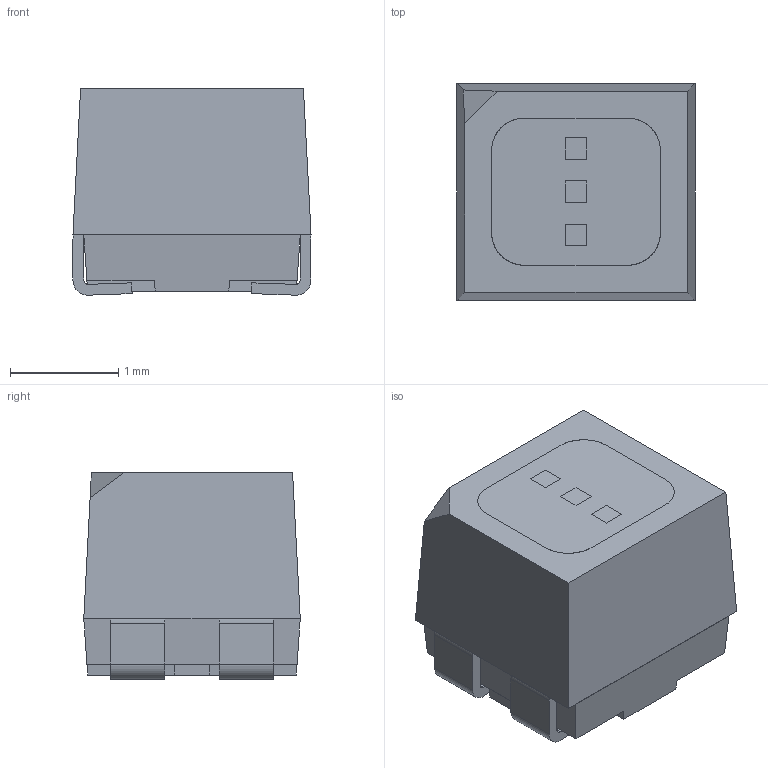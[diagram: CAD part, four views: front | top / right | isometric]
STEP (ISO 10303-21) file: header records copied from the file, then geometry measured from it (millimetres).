
FILE_DESCRIPTION(('CoCreate Modeling STEP Export'),'2;1');
FILE_NAME('PLCC-4 Tricolor (ASMB-KTF0-0A306).stp','2018-03-30T10:41:10',(''),(''),'CoCreate Modeling STEP processor for AP214 (Solid Model)','CoCreate Modeling 17.0B 09-Oct-2010 (C) Parametric Technology GmbH','');
FILE_SCHEMA(('AUTOMOTIVE_DESIGN { 1 0 10303 214 1 1 1 1 }'));
Length unit declared in the file: millimetre
Products named in the file (12): 1.Btm.pkg; Lead.1.1; Lead.2.1; Lead.3.1; Lead.4; dk; dl
Assembly tree (5 placements, depth 2):
  1.Btm.pkg
    1.Btm.pkg
  Lead.1.1
    Lead.1.1
  Lead.2.1
    Lead.2.1
  Lead.3.1
    Lead.3.1
  Lead.4
    Lead.4
Bounding box: 2.2 x 2 x 1.91 mm (x, y, z)
Volume: 7.4 mm3; surface area: 52 mm2
Topology: 7 solids, 7 shells, 180 faces, 471 edges, 318 vertices
Faces by surface type: plane 131, cylinder 45, cone 4
Entity records: 5716 total; most frequent: CARTESIAN_POINT 947, ORIENTED_EDGE 942, DIRECTION 891, EDGE_CURVE 471, VECTOR 367, LINE 367, VERTEX_POINT 318, AXIS2_PLACEMENT_3D 262
